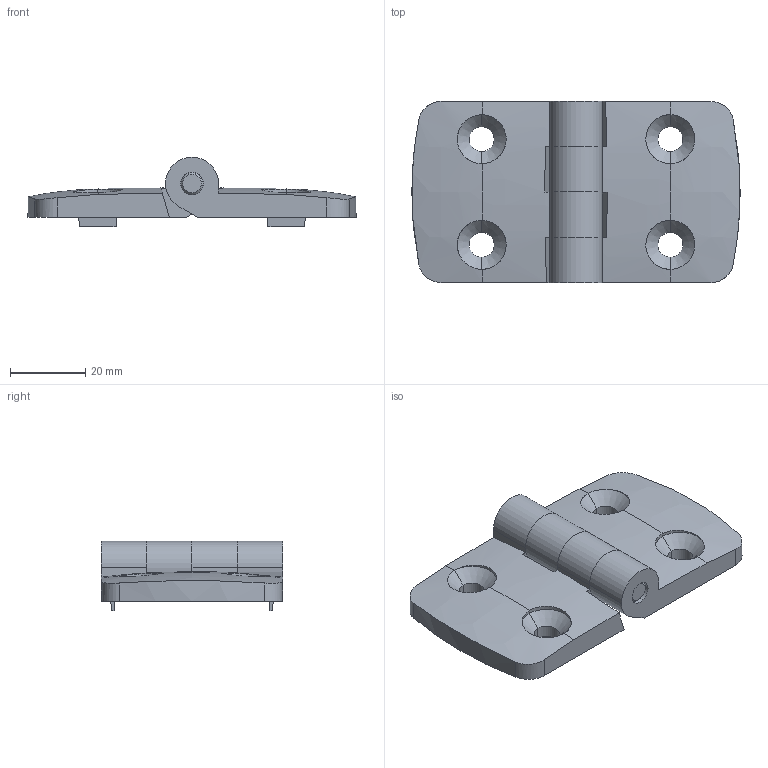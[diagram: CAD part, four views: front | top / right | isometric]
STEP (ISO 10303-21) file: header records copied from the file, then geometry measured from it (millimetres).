
FILE_DESCRIPTION (( 'STEP AP203' ), '1' );
FILE_NAME ('402600013_c_1.STEP', '2023-03-10T05:06:30', ( '' ), ( '' ), 'SwSTEP 2.0', 'SolidWorks 2014', '' );
FILE_SCHEMA (( 'CONFIG_CONTROL_DESIGN' ));
Length unit declared in the file: millimetre
Products named in the file (4): 402600013_c_1; _095K4545F10_1; _095K4545F10_pin; _095K4545F10_2
Assembly tree (3 placements, depth 2):
  402600013_c_1
    _095K4545F10_1
    _095K4545F10_pin
    _095K4545F10_2
Bounding box: 87 x 48 x 18.46 mm (x, y, z)
Volume: 27763.8 mm3; surface area: 14550.2 mm2
Topology: 3 solids, 3 shells, 214 faces, 600 edges, 394 vertices
Faces by surface type: plane 126, cylinder 74, cone 10, torus 4
Entity records: 7746 total; most frequent: CARTESIAN_POINT 1702, ORIENTED_EDGE 1200, DIRECTION 1178, EDGE_CURVE 600, AXIS2_PLACEMENT_3D 404, VERTEX_POINT 394, LINE 370, VECTOR 370
